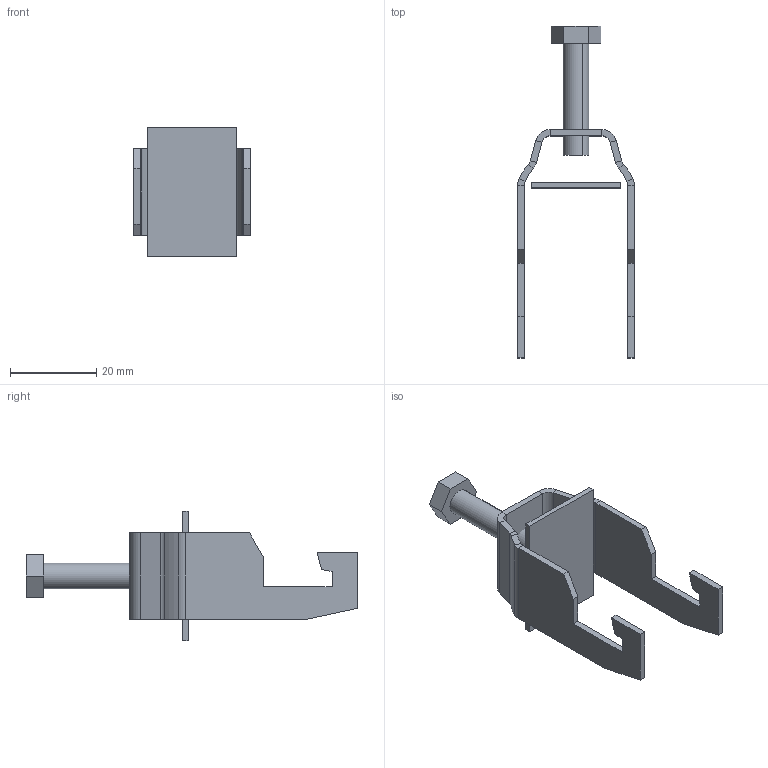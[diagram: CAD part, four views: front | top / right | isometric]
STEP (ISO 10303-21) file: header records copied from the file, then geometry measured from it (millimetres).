
FILE_DESCRIPTION (( 'STEP AP214' ), '1' );
FILE_NAME ('1158023_KSTP1.stp', '2018-09-25T08:50:04', ( '' ), ( '' ), 'SwSTEP 2.0', 'SolidWorks 2016', '' );
FILE_SCHEMA (( 'AUTOMOTIVE_DESIGN' ));
Length unit declared in the file: millimetre
Products named in the file (4): EB151-04-02_Standard; EB108-00-03_M6 x 26; EB401-04-01_Standard; 1158023_KSTP1
Assembly tree (3 placements, depth 2):
  1158023_KSTP1
    EB401-04-01_Standard
    EB108-00-03_M6 x 26
    EB151-04-02_Standard
Bounding box: 27 x 77 x 30 mm (x, y, z)
Volume: 4791.9 mm3; surface area: 6559.7 mm2
Topology: 3 solids, 3 shells, 87 faces, 192 edges, 112 vertices
Faces by surface type: plane 69, cylinder 18
Entity records: 2494 total; most frequent: DIRECTION 414, CARTESIAN_POINT 397, ORIENTED_EDGE 384, EDGE_CURVE 192, VECTOR 156, LINE 156, AXIS2_PLACEMENT_3D 129, VERTEX_POINT 112
